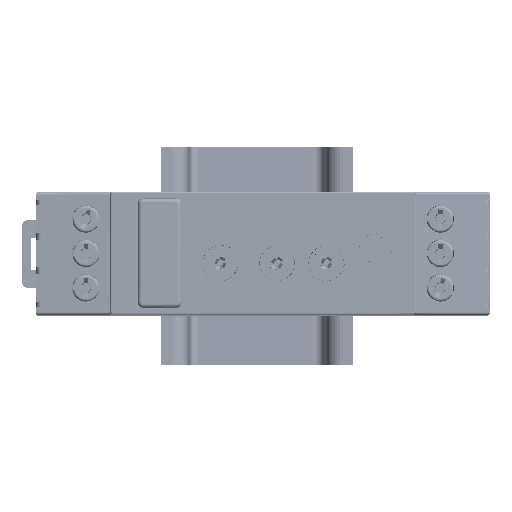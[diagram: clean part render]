
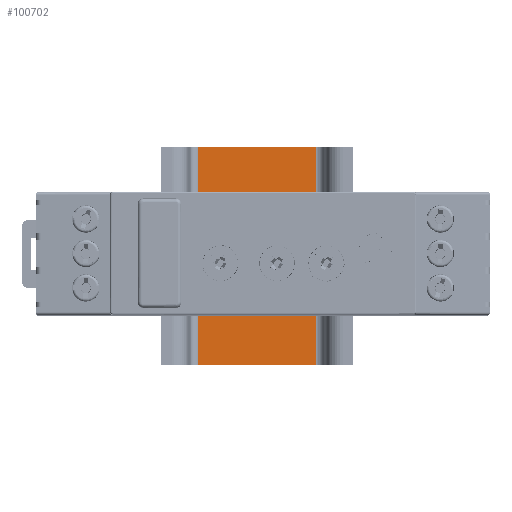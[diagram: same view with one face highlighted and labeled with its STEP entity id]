
A CAD part, top view. The second image highlights one B-rep face of the part: STEP entity #100702.
In plain terms, the highlighted planar face has unit normal (0.001, 0.003, 1).
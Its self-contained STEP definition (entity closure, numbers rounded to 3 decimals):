
#25733=ORIENTED_EDGE('',*,*,#45866,.F.);
#25734=ORIENTED_EDGE('',*,*,#45921,.F.);
#25735=ORIENTED_EDGE('',*,*,#45868,.T.);
#25736=ORIENTED_EDGE('',*,*,#45922,.T.);
#45866=EDGE_CURVE('',#57488,#57485,#68374,.T.);
#45868=EDGE_CURVE('',#57491,#57490,#68375,.T.);
#45921=EDGE_CURVE('',#57491,#57488,#68415,.T.);
#45922=EDGE_CURVE('',#57490,#57485,#68416,.T.);
#57485=VERTEX_POINT('',#192104);
#57488=VERTEX_POINT('',#192109);
#57490=VERTEX_POINT('',#192114);
#57491=VERTEX_POINT('',#192116);
#68374=LINE('',#192110,#78704);
#68375=LINE('',#192115,#78705);
#68415=LINE('',#192220,#78745);
#68416=LINE('',#192221,#78746);
#78704=VECTOR('',#136675,1000.);
#78705=VECTOR('',#136680,1000.);
#78745=VECTOR('',#136782,1000.);
#78746=VECTOR('',#136783,1000.);
#85377=EDGE_LOOP('',(#25733,#25734,#25735,#25736));
#91279=FACE_BOUND('',#85377,.T.);
#96069=PLANE('',#117485);
#100702=ADVANCED_FACE('',(#91279),#96069,.F.);
#117485=AXIS2_PLACEMENT_3D('',#192219,#136780,#136781);
#136675=DIRECTION('',(0.,1.,-0.003));
#136680=DIRECTION('',(0.,1.,-0.003));
#136780=DIRECTION('',(-0.001,-0.003,-1.));
#136781=DIRECTION('',(-1.,0.,0.001));
#136782=DIRECTION('',(-1.,0.,0.001));
#136783=DIRECTION('',(-1.,0.,0.001));
#192104=CARTESIAN_POINT('',(-11.792,14.351,-36.8));
#192109=CARTESIAN_POINT('',(-11.792,-25.649,-36.695));
#192110=CARTESIAN_POINT('',(-11.792,-41.36,-36.654));
#192114=CARTESIAN_POINT('',(9.618,14.351,-36.821));
#192115=CARTESIAN_POINT('',(9.618,-41.36,-36.676));
#192116=CARTESIAN_POINT('',(9.618,-25.649,-36.717));
#192219=CARTESIAN_POINT('',(9.618,-41.36,-36.676));
#192220=CARTESIAN_POINT('',(9.618,-25.649,-36.717));
#192221=CARTESIAN_POINT('',(9.618,14.351,-36.821));
